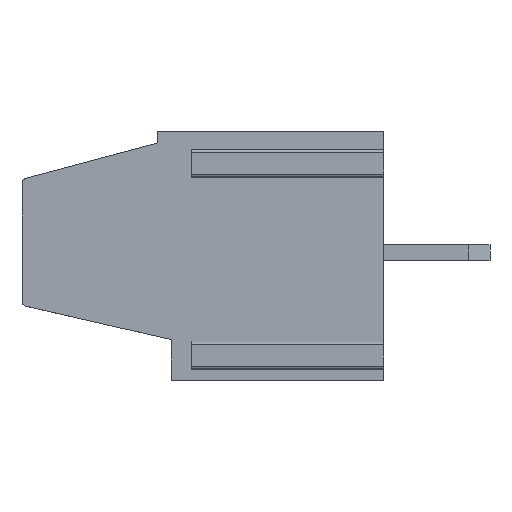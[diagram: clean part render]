
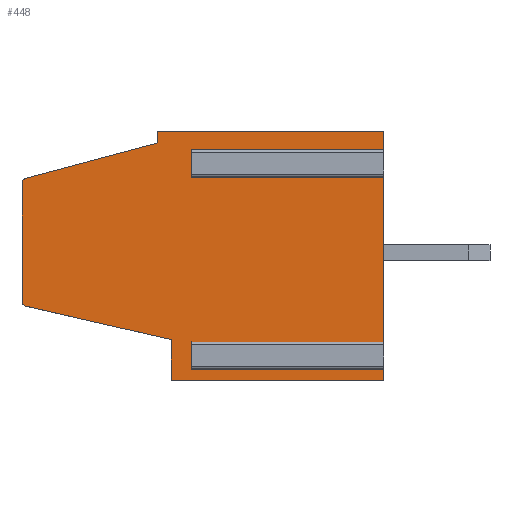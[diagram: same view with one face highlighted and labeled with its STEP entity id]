
A CAD part, left-side view. The second image highlights one B-rep face of the part: STEP entity #448.
In plain terms, the highlighted planar face has unit normal (-1, 0, 0).
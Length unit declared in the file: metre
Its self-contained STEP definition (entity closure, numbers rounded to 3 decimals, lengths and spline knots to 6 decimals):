
#448=ADVANCED_FACE('',(#1120),#1121,.F.);
#1120=FACE_OUTER_BOUND('',#2026,.T.);
#1121=PLANE('',#2027);
#2026=EDGE_LOOP('',(#3421,#3422,#3423,#3424,#3425,#3426,#3427,#3428,#3429,#3430,#3431,#3432,#3433,#3434,#3435,#3436,#3437,#3438));
#2027=AXIS2_PLACEMENT_3D('',#3439,#3440,#3441);
#3421=ORIENTED_EDGE('',*,*,#5764,.F.);
#3422=ORIENTED_EDGE('',*,*,#5765,.F.);
#3423=ORIENTED_EDGE('',*,*,#5736,.F.);
#3424=ORIENTED_EDGE('',*,*,#5699,.F.);
#3425=ORIENTED_EDGE('',*,*,#5766,.F.);
#3426=ORIENTED_EDGE('',*,*,#5390,.T.);
#3427=ORIENTED_EDGE('',*,*,#5767,.T.);
#3428=ORIENTED_EDGE('',*,*,#5692,.F.);
#3429=ORIENTED_EDGE('',*,*,#5768,.F.);
#3430=ORIENTED_EDGE('',*,*,#5769,.T.);
#3431=ORIENTED_EDGE('',*,*,#5770,.T.);
#3432=ORIENTED_EDGE('',*,*,#5684,.F.);
#3433=ORIENTED_EDGE('',*,*,#5771,.F.);
#3434=ORIENTED_EDGE('',*,*,#5772,.F.);
#3435=ORIENTED_EDGE('',*,*,#5773,.F.);
#3436=ORIENTED_EDGE('',*,*,#5774,.T.);
#3437=ORIENTED_EDGE('',*,*,#5775,.F.);
#3438=ORIENTED_EDGE('',*,*,#5776,.T.);
#3439=CARTESIAN_POINT('',(-0.031868,0.,0.048576));
#3440=DIRECTION('',(1.0,0.,0.));
#3441=DIRECTION('',(0.0,1.0,0.));
#5390=EDGE_CURVE('',#6442,#6440,#6443,.T.);
#5684=EDGE_CURVE('',#6918,#6920,#6921,.T.);
#5692=EDGE_CURVE('',#6934,#6936,#6937,.T.);
#5699=EDGE_CURVE('',#6947,#6882,#6949,.T.);
#5736=EDGE_CURVE('',#6882,#7019,#7020,.T.);
#5764=EDGE_CURVE('',#7066,#7067,#7068,.T.);
#5765=EDGE_CURVE('',#7019,#7066,#7069,.T.);
#5766=EDGE_CURVE('',#6442,#6947,#7070,.T.);
#5767=EDGE_CURVE('',#6440,#6936,#7071,.T.);
#5768=EDGE_CURVE('',#7072,#6934,#7073,.T.);
#5769=EDGE_CURVE('',#7072,#7074,#7075,.T.);
#5770=EDGE_CURVE('',#7074,#6920,#7076,.T.);
#5771=EDGE_CURVE('',#7077,#6918,#7078,.T.);
#5772=EDGE_CURVE('',#7079,#7077,#7080,.T.);
#5773=EDGE_CURVE('',#7081,#7079,#7082,.T.);
#5774=EDGE_CURVE('',#7081,#7083,#7084,.T.);
#5775=EDGE_CURVE('',#7085,#7083,#7086,.T.);
#5776=EDGE_CURVE('',#7085,#7067,#7087,.T.);
#6440=VERTEX_POINT('',#7991);
#6442=VERTEX_POINT('',#7993);
#6443=LINE('',#7994,#7995);
#6882=VERTEX_POINT('',#8632);
#6918=VERTEX_POINT('',#8678);
#6920=VERTEX_POINT('',#8681);
#6921=LINE('',#8682,#8683);
#6934=VERTEX_POINT('',#8699);
#6936=VERTEX_POINT('',#8701);
#6937=LINE('',#8702,#8703);
#6947=VERTEX_POINT('',#8716);
#6949=LINE('',#8718,#8719);
#7019=VERTEX_POINT('',#8823);
#7020=LINE('',#8824,#8825);
#7066=VERTEX_POINT('',#8892);
#7067=VERTEX_POINT('',#8893);
#7068=LINE('',#8894,#8895);
#7069=LINE('',#8896,#8897);
#7070=LINE('',#8898,#8899);
#7071=LINE('',#8900,#8901);
#7072=VERTEX_POINT('',#8902);
#7073=LINE('',#8903,#8904);
#7074=VERTEX_POINT('',#8905);
#7075=LINE('',#8906,#8907);
#7076=LINE('',#8908,#8909);
#7077=VERTEX_POINT('',#8910);
#7078=LINE('',#8911,#8912);
#7079=VERTEX_POINT('',#8913);
#7080=LINE('',#8914,#8915);
#7081=VERTEX_POINT('',#8916);
#7082=LINE('',#8917,#8918);
#7083=VERTEX_POINT('',#8919);
#7084=CIRCLE('',#8920,0.0002);
#7085=VERTEX_POINT('',#8921);
#7086=LINE('',#8922,#8923);
#7087=CIRCLE('',#8924,0.0002);
#7991=CARTESIAN_POINT('',(-0.031868,-0.012141,-0.00939));
#7993=CARTESIAN_POINT('',(-0.031868,-0.012141,-0.01041));
#7994=CARTESIAN_POINT('',(-0.031868,-0.012141,-0.00939));
#7995=VECTOR('',#10185,1.0);
#8632=CARTESIAN_POINT('',(-0.031868,-0.020641,-0.011));
#8678=CARTESIAN_POINT('',(-0.031868,-0.020641,0.));
#8681=CARTESIAN_POINT('',(-0.031868,-0.020641,-0.00089));
#8682=CARTESIAN_POINT('',(-0.031868,-0.020641,-0.011));
#8683=VECTOR('',#10498,1.0);
#8699=CARTESIAN_POINT('',(-0.031868,-0.020641,-0.00191));
#8701=CARTESIAN_POINT('',(-0.031868,-0.020641,-0.00939));
#8702=CARTESIAN_POINT('',(-0.031868,-0.020641,-0.011));
#8703=VECTOR('',#10514,1.0);
#8716=CARTESIAN_POINT('',(-0.031868,-0.020641,-0.01041));
#8718=CARTESIAN_POINT('',(-0.031868,-0.020641,-0.011));
#8719=VECTOR('',#10527,1.0);
#8823=CARTESIAN_POINT('',(-0.031868,-0.011241,-0.011));
#8824=CARTESIAN_POINT('',(-0.031868,-0.011241,-0.011));
#8825=VECTOR('',#10562,1.0);
#8892=CARTESIAN_POINT('',(-0.031868,-0.011241,-0.0092));
#8893=CARTESIAN_POINT('',(-0.031868,-0.004796,-0.007712));
#8894=CARTESIAN_POINT('',(-0.031868,-0.004641,-0.007676));
#8895=VECTOR('',#10590,1.0);
#8896=CARTESIAN_POINT('',(-0.031868,-0.011241,0.048576));
#8897=VECTOR('',#10591,1.0);
#8898=CARTESIAN_POINT('',(-0.031868,-0.012141,-0.01041));
#8899=VECTOR('',#10592,1.0);
#8900=CARTESIAN_POINT('',(-0.031868,-0.012141,-0.00939));
#8901=VECTOR('',#10593,1.0);
#8902=CARTESIAN_POINT('',(-0.031868,-0.012141,-0.00191));
#8903=CARTESIAN_POINT('',(-0.031868,-0.012141,-0.00191));
#8904=VECTOR('',#10594,1.0);
#8905=CARTESIAN_POINT('',(-0.031868,-0.012141,-0.00089));
#8906=CARTESIAN_POINT('',(-0.031868,-0.012141,-0.00089));
#8907=VECTOR('',#10595,1.0);
#8908=CARTESIAN_POINT('',(-0.031868,-0.012141,-0.00089));
#8909=VECTOR('',#10596,1.0);
#8910=CARTESIAN_POINT('',(-0.031868,-0.010641,0.));
#8911=CARTESIAN_POINT('',(-0.031868,-0.020641,0.));
#8912=VECTOR('',#10597,1.0);
#8913=CARTESIAN_POINT('',(-0.031868,-0.010641,-0.0005));
#8914=CARTESIAN_POINT('',(-0.031868,-0.010641,0.));
#8915=VECTOR('',#10598,1.0);
#8916=CARTESIAN_POINT('',(-0.031868,-0.004789,-0.002068));
#8917=CARTESIAN_POINT('',(-0.031868,-0.010641,-0.0005));
#8918=VECTOR('',#10599,1.0);
#8919=CARTESIAN_POINT('',(-0.031868,-0.004641,-0.002261));
#8920=AXIS2_PLACEMENT_3D('',#10600,#10601,#10602);
#8921=CARTESIAN_POINT('',(-0.031868,-0.004641,-0.007517));
#8922=CARTESIAN_POINT('',(-0.031868,-0.004641,-0.002108));
#8923=VECTOR('',#10603,1.0);
#8924=AXIS2_PLACEMENT_3D('',#10604,#10605,#10606);
#10185=DIRECTION('',(0.0,0.0,1.0));
#10498=DIRECTION('',(0.,0.,-1.0));
#10514=DIRECTION('',(0.,0.,-1.0));
#10527=DIRECTION('',(0.,0.,-1.0));
#10562=DIRECTION('',(0.,1.0,0.));
#10590=DIRECTION('',(0.,0.974,0.225));
#10591=DIRECTION('',(0.,0.0,1.0));
#10592=DIRECTION('',(0.,-1.0,0.));
#10593=DIRECTION('',(0.,-1.0,0.));
#10594=DIRECTION('',(0.,-1.0,0.));
#10595=DIRECTION('',(0.0,0.0,1.0));
#10596=DIRECTION('',(0.,-1.0,0.));
#10597=DIRECTION('',(0.,-1.0,0.));
#10598=DIRECTION('',(0.,0.,1.0));
#10599=DIRECTION('',(0.,-0.966,0.259));
#10600=CARTESIAN_POINT('',(-0.031868,-0.004841,-0.002261));
#10601=DIRECTION('',(-1.0,0.,0.));
#10602=DIRECTION('',(0.,0.0,-1.0));
#10603=DIRECTION('',(0.,0.,1.0));
#10604=CARTESIAN_POINT('',(-0.031868,-0.004841,-0.007517));
#10605=DIRECTION('',(-1.0,0.,0.));
#10606=DIRECTION('',(0.,0.0,-1.0));
